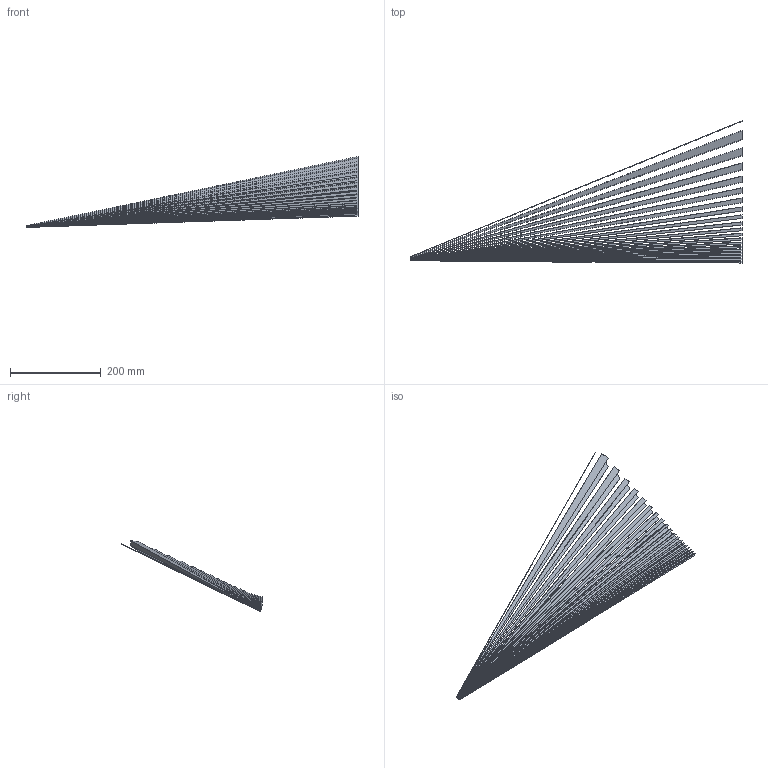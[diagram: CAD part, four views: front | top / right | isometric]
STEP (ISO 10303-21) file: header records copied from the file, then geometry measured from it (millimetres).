
FILE_DESCRIPTION(('FreeCAD Model'),'2;1');
FILE_NAME( 'block_10.step', '2021-06-02T11:40:03',('Author'),(''), 'Open CASCADE STEP processor 7.3','FreeCAD','Unknown');
FILE_SCHEMA(('AUTOMOTIVE_DESIGN { 1 0 10303 214 1 1 1 1 }'));
Length unit declared in the file: millimetre
Products named in the file (1): Part_10
Bounding box: 730 x 312.09 x 155.95 mm (x, y, z)
Volume: 51670.6 mm3; surface area: 359261.3 mm2
Topology: 10 solids, 10 shells, 308 faces, 863 edges, 575 vertices
Faces by surface type: plane 308
Entity records: 20125 total; most frequent: CARTESIAN_POINT 4350, DIRECTION 2330, ORIENTED_EDGE 1726, PCURVE 1726, DEFINITIONAL_REPRESENTATION 1726, LINE 1712, VECTOR 1712, B_SPLINE_CURVE_WITH_KNOTS 877
